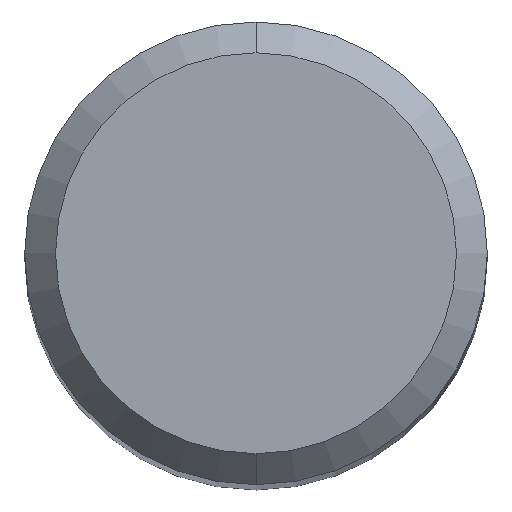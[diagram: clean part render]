
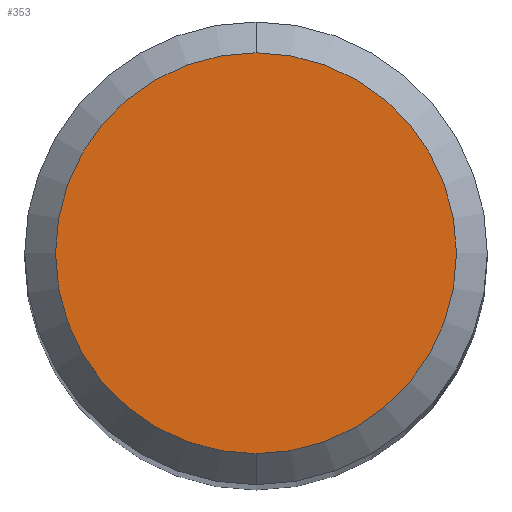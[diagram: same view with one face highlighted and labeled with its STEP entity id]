
A CAD part, top view. The second image highlights one B-rep face of the part: STEP entity #353.
In plain terms, the highlighted planar face has unit normal (0, 0, 1).
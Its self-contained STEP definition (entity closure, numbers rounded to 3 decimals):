
#353=ADVANCED_FACE('',(#929),#930,.T.);
#487=VERTEX_POINT('',#1080);
#501=EDGE_CURVE('',#795,#487,#1095,.T.);
#655=EDGE_CURVE('',#487,#795,#1261,.T.);
#795=VERTEX_POINT('',#1413);
#929=FACE_OUTER_BOUND('',#1587,.T.);
#930=PLANE('',#1588);
#1080=CARTESIAN_POINT('',(0.,-2.6,0.0));
#1095=CIRCLE('',#3146,2.6);
#1261=CIRCLE('',#4795,2.6);
#1413=CARTESIAN_POINT('',(0.0,2.6,0.0));
#1587=EDGE_LOOP('',(#5483,#5484));
#1588=AXIS2_PLACEMENT_3D('',#5485,#5486,#5487);
#3146=AXIS2_PLACEMENT_3D('',#5673,#5674,#5675);
#4795=AXIS2_PLACEMENT_3D('',#5821,#5822,#5823);
#5483=ORIENTED_EDGE('',*,*,#501,.F.);
#5484=ORIENTED_EDGE('',*,*,#655,.F.);
#5485=CARTESIAN_POINT('',(0.0,1.3,0.0));
#5486=DIRECTION('',(-0.0,0.0,1.0));
#5487=DIRECTION('',(0.0,-1.0,0.0));
#5673=CARTESIAN_POINT('',(0.0,0.0,0.0));
#5674=DIRECTION('',(0.0,0.0,-1.0));
#5675=DIRECTION('',(0.0,1.0,0.0));
#5821=CARTESIAN_POINT('',(0.0,0.0,0.0));
#5822=DIRECTION('',(0.0,0.0,-1.0));
#5823=DIRECTION('',(0.0,1.0,0.0));
